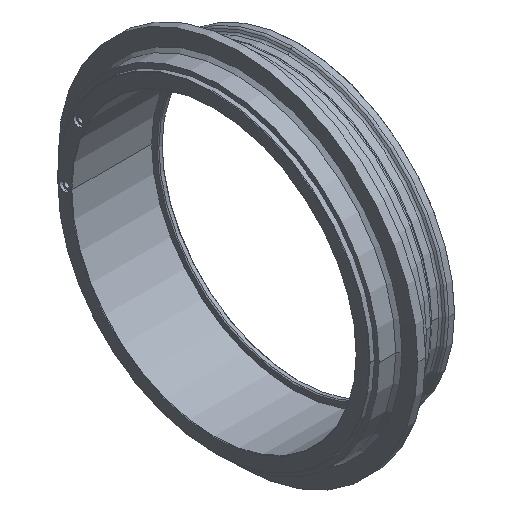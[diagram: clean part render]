
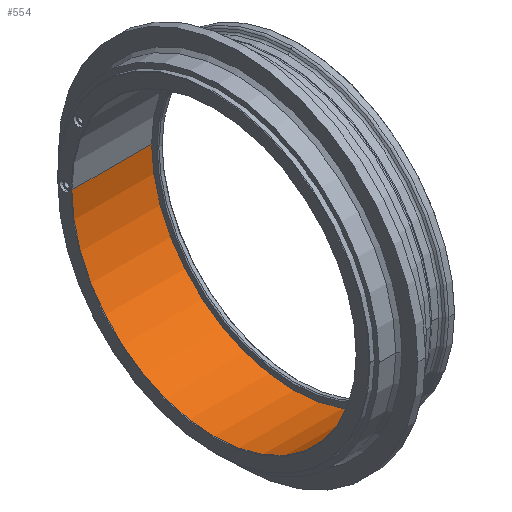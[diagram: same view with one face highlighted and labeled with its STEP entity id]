
A CAD part, isometric view. The second image highlights one B-rep face of the part: STEP entity #554.
In plain terms, the highlighted cylindrical face has radius 225 mm (diameter 450 mm), a partial arc.
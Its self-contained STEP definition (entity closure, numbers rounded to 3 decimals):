
#544 = VERTEX_POINT( '', #1235 );
#546 = EDGE_CURVE( '', #544, #560, #1237, .T. );
#554 = ADVANCED_FACE( '', ( #1245 ), #1246, .F. );
#560 = VERTEX_POINT( '', #1253 );
#712 = VERTEX_POINT( '', #1423 );
#732 = VERTEX_POINT( '', #1443 );
#742 = EDGE_CURVE( '', #732, #544, #1453, .T. );
#746 = EDGE_CURVE( '', #712, #732, #1457, .T. );
#810 = EDGE_CURVE( '', #712, #560, #1530, .T. );
#1235 = CARTESIAN_POINT( '', ( -74.293, -225., 0. ) );
#1237 = LINE( '', #2025, #2026 );
#1245 = FACE_OUTER_BOUND( '', #2036, .T. );
#1246 = CYLINDRICAL_SURFACE( '', #2037, 225. );
#1253 = CARTESIAN_POINT( '', ( 52., -225., 0. ) );
#1423 = CARTESIAN_POINT( '', ( 52., 225., 0. ) );
#1443 = CARTESIAN_POINT( '', ( -74.293, 225., 0. ) );
#1453 = CIRCLE( '', #2302, 225. );
#1457 = LINE( '', #2307, #2308 );
#1530 = CIRCLE( '', #2396, 225. );
#2025 = CARTESIAN_POINT( '', ( -11.146, -225., 0. ) );
#2026 = VECTOR( '', #2970, 1. );
#2036 = EDGE_LOOP( '', ( #2973, #2974, #2975, #2976 ) );
#2037 = AXIS2_PLACEMENT_3D( '', #2977, #2978, #2979 );
#2302 = AXIS2_PLACEMENT_3D( '', #3235, #3236, #3237 );
#2307 = CARTESIAN_POINT( '', ( -11.146, 225., 0. ) );
#2308 = VECTOR( '', #3238, 1. );
#2396 = AXIS2_PLACEMENT_3D( '', #3336, #3337, #3338 );
#2970 = DIRECTION( '', ( 1., 0., 0. ) );
#2973 = ORIENTED_EDGE( '', *, *, #746, .T. );
#2974 = ORIENTED_EDGE( '', *, *, #742, .T. );
#2975 = ORIENTED_EDGE( '', *, *, #546, .T. );
#2976 = ORIENTED_EDGE( '', *, *, #810, .F. );
#2977 = CARTESIAN_POINT( '', ( -11.146, 0., 0. ) );
#2978 = DIRECTION( '', ( 1., 0., 0. ) );
#2979 = DIRECTION( '', ( 0., 1., 0. ) );
#3235 = CARTESIAN_POINT( '', ( -74.293, 0., 0. ) );
#3236 = DIRECTION( '', ( -1., 0., 0. ) );
#3237 = DIRECTION( '', ( 0., 1., 0. ) );
#3238 = DIRECTION( '', ( -1., 0., 0. ) );
#3336 = CARTESIAN_POINT( '', ( 52., 0., 0. ) );
#3337 = DIRECTION( '', ( -1., 0., 0. ) );
#3338 = DIRECTION( '', ( 0., 1., 0. ) );
